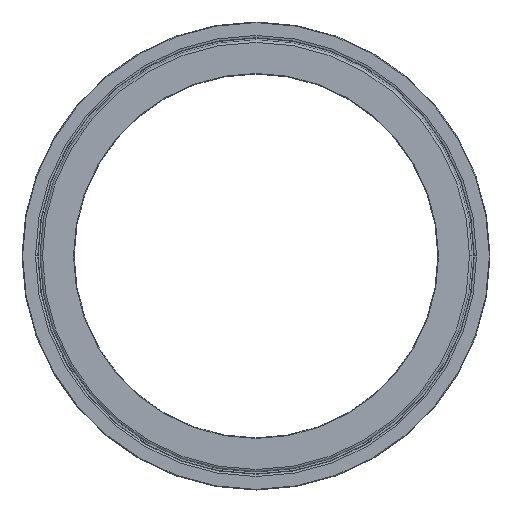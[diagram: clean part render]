
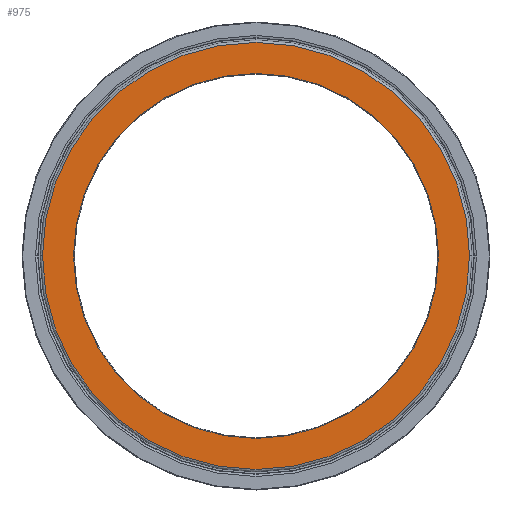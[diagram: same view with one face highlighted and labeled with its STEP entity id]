
A CAD part, top view. The second image highlights one B-rep face of the part: STEP entity #975.
In plain terms, the highlighted planar face has unit normal (0, 0, 1).
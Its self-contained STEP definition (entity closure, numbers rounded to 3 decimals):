
#24 = VERTEX_POINT ( 'NONE', #1092 ) ;
#27 = CIRCLE ( 'NONE', #321, 344. ) ;
#92 = DIRECTION ( 'NONE',  ( 0., 0., -1. ) ) ;
#103 = EDGE_LOOP ( 'NONE', ( #847, #1270 ) ) ;
#247 = VERTEX_POINT ( 'NONE', #1257 ) ;
#271 = PLANE ( 'NONE',  #877 ) ;
#276 = FACE_BOUND ( 'NONE', #1195, .T. ) ;
#281 = VERTEX_POINT ( 'NONE', #1272 ) ;
#307 = FACE_OUTER_BOUND ( 'NONE', #103, .T. ) ;
#321 = AXIS2_PLACEMENT_3D ( 'NONE', #1111, #92, #711 ) ;
#378 = AXIS2_PLACEMENT_3D ( 'NONE', #996, #714, #734 ) ;
#384 = DIRECTION ( 'NONE',  ( -1., 0., 0. ) ) ;
#398 = VERTEX_POINT ( 'NONE', #1004 ) ;
#434 = CARTESIAN_POINT ( 'NONE',  ( 0., 0., 21. ) ) ;
#509 = AXIS2_PLACEMENT_3D ( 'NONE', #434, #1298, #590 ) ;
#579 = CARTESIAN_POINT ( 'NONE',  ( 0., 0., 21. ) ) ;
#590 = DIRECTION ( 'NONE',  ( -1., 0., 0. ) ) ;
#633 = EDGE_CURVE ( 'NONE', #281, #247, #27, .T. ) ;
#651 = ORIENTED_EDGE ( 'NONE', *, *, #721, .T. ) ;
#687 = CARTESIAN_POINT ( 'NONE',  ( 344., 0., 21. ) ) ;
#711 = DIRECTION ( 'NONE',  ( -1., 0., 0. ) ) ;
#714 = DIRECTION ( 'NONE',  ( 0., 0., -1. ) ) ;
#721 = EDGE_CURVE ( 'NONE', #398, #24, #994, .T. ) ;
#734 = DIRECTION ( 'NONE',  ( -1., 0., 0. ) ) ;
#775 = DIRECTION ( 'NONE',  ( 0., 0., -1. ) ) ;
#810 = ORIENTED_EDGE ( 'NONE', *, *, #1154, .T. ) ;
#838 = CIRCLE ( 'NONE', #509, 344. ) ;
#847 = ORIENTED_EDGE ( 'NONE', *, *, #633, .F. ) ;
#867 = AXIS2_PLACEMENT_3D ( 'NONE', #579, #775, #1291 ) ;
#877 = AXIS2_PLACEMENT_3D ( 'NONE', #687, #997, #384 ) ;
#975 = ADVANCED_FACE ( 'NONE', ( #307, #276 ), #271, .F. ) ;
#994 = CIRCLE ( 'NONE', #867, 294. ) ;
#996 = CARTESIAN_POINT ( 'NONE',  ( 0., 0., 21. ) ) ;
#997 = DIRECTION ( 'NONE',  ( 0., 0., -1. ) ) ;
#1004 = CARTESIAN_POINT ( 'NONE',  ( 294., 0., 21. ) ) ;
#1092 = CARTESIAN_POINT ( 'NONE',  ( -294., 0., 21. ) ) ;
#1111 = CARTESIAN_POINT ( 'NONE',  ( 0., 0., 21. ) ) ;
#1135 = EDGE_CURVE ( 'NONE', #247, #281, #838, .T. ) ;
#1154 = EDGE_CURVE ( 'NONE', #24, #398, #1275, .T. ) ;
#1195 = EDGE_LOOP ( 'NONE', ( #651, #810 ) ) ;
#1257 = CARTESIAN_POINT ( 'NONE',  ( 344., 0., 21. ) ) ;
#1270 = ORIENTED_EDGE ( 'NONE', *, *, #1135, .F. ) ;
#1272 = CARTESIAN_POINT ( 'NONE',  ( -344., 0., 21. ) ) ;
#1275 = CIRCLE ( 'NONE', #378, 294. ) ;
#1291 = DIRECTION ( 'NONE',  ( -1., 0., 0. ) ) ;
#1298 = DIRECTION ( 'NONE',  ( 0., 0., -1. ) ) ;
